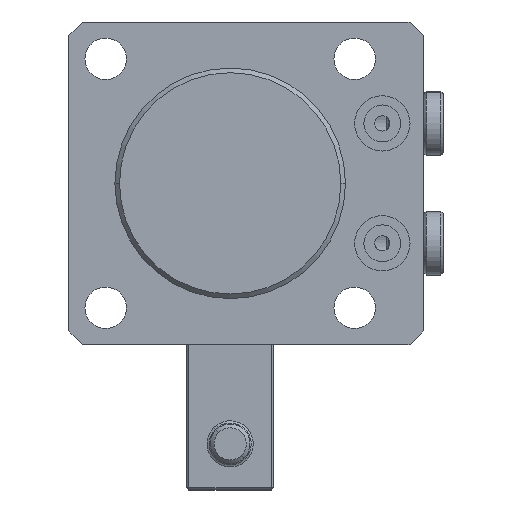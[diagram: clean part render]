
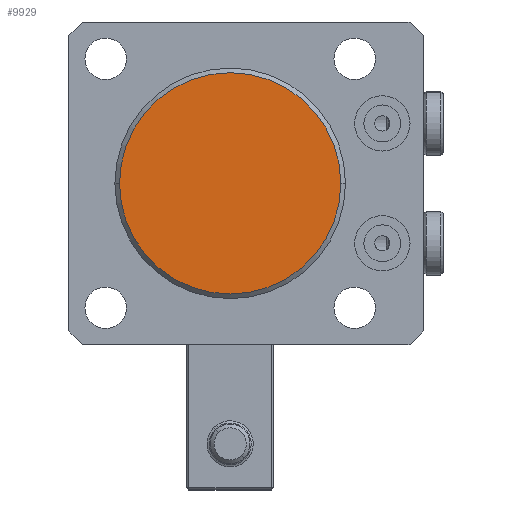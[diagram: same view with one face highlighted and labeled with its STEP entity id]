
A CAD part, front view. The second image highlights one B-rep face of the part: STEP entity #9929.
In plain terms, the highlighted planar face has unit normal (0, -1, 0).
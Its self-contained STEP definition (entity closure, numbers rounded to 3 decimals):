
#2889 = ORIENTED_EDGE ( 'NONE', *, *, #14893, .T. ) ;
#3177 = DIRECTION ( 'NONE',  ( 0., -1., 0. ) ) ;
#4325 = CIRCLE ( 'NONE', #10502, 24. ) ;
#5393 = CARTESIAN_POINT ( 'NONE',  ( 825.627, 180.289, 0. ) ) ;
#6705 = PLANE ( 'NONE',  #17774 ) ;
#6881 = DIRECTION ( 'NONE',  ( 0., 0., -1. ) ) ;
#8193 = DIRECTION ( 'NONE',  ( 0., -1., 0. ) ) ;
#8559 = EDGE_CURVE ( 'NONE', #8895, #9055, #10103, .T. ) ;
#8895 = VERTEX_POINT ( 'NONE', #18663 ) ;
#9055 = VERTEX_POINT ( 'NONE', #19056 ) ;
#9929 = ADVANCED_FACE ( 'NONE', ( #14405 ), #6705, .T. ) ;
#10103 = CIRCLE ( 'NONE', #13600, 24. ) ;
#10437 = EDGE_LOOP ( 'NONE', ( #2889, #18211 ) ) ;
#10502 = AXIS2_PLACEMENT_3D ( 'NONE', #5393, #15665, #6881 ) ;
#11986 = CARTESIAN_POINT ( 'NONE',  ( 825.627, 180.289, 0. ) ) ;
#13462 = DIRECTION ( 'NONE',  ( 0., 0., -1. ) ) ;
#13600 = AXIS2_PLACEMENT_3D ( 'NONE', #11986, #3177, #13462 ) ;
#14405 = FACE_OUTER_BOUND ( 'NONE', #10437, .T. ) ;
#14893 = EDGE_CURVE ( 'NONE', #9055, #8895, #4325, .T. ) ;
#15665 = DIRECTION ( 'NONE',  ( 0., -1., 0. ) ) ;
#16962 = CARTESIAN_POINT ( 'NONE',  ( 825.627, 180.289, 0. ) ) ;
#17774 = AXIS2_PLACEMENT_3D ( 'NONE', #16962, #8193, #18412 ) ;
#18211 = ORIENTED_EDGE ( 'NONE', *, *, #8559, .T. ) ;
#18412 = DIRECTION ( 'NONE',  ( 0., 0., -1. ) ) ;
#18663 = CARTESIAN_POINT ( 'NONE',  ( 825.627, 180.289, 24. ) ) ;
#19056 = CARTESIAN_POINT ( 'NONE',  ( 825.627, 180.289, -24. ) ) ;
